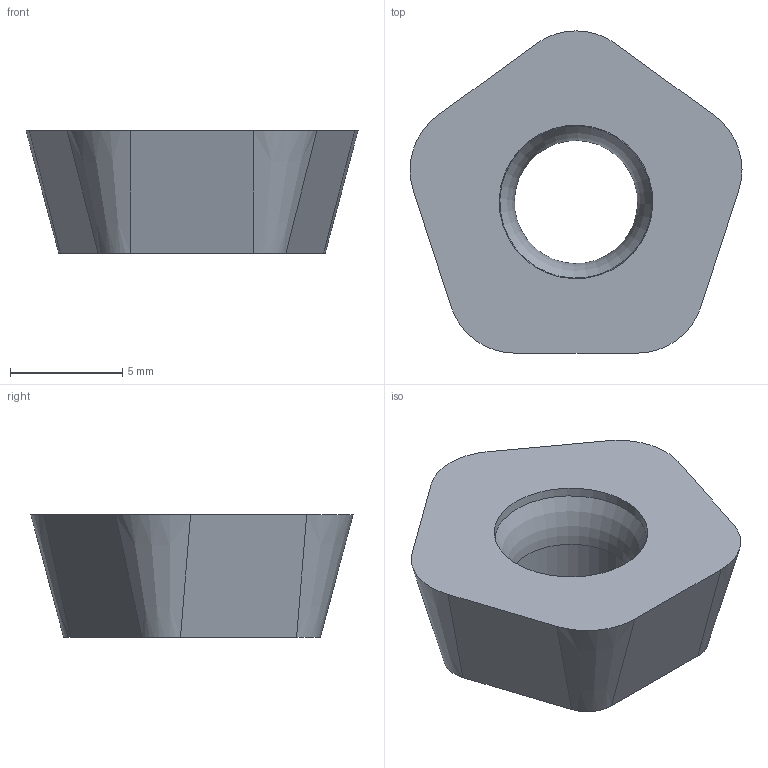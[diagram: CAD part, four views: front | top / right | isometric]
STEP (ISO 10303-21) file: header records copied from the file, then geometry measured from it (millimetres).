
FILE_DESCRIPTION(/* description */ (''),/* implementation_level */ '2;1');
FILE_NAME(/* name */ '1538052861608.stp',/* time_stamp */ '2018-09-27T14:54:37+02:00',/* author */ (''),/* organization */ ('SMS'),/* preprocessor_version */ 'ST-DEVELOPER v15',/* originating_system */ 'SIEMENS PLM Software NX 8.5',/* authorisation */ '');
FILE_SCHEMA (('AUTOMOTIVE_DESIGN { 1 0 10303 214 3 1 1 1 }'));
Length unit declared in the file: millimetre
Products named in the file (1): 201879484mod000_00
Bounding box: 14.82 x 14.39 x 5.47 mm (x, y, z)
Volume: 565.2 mm3; surface area: 537.2 mm2
Topology: 1 solids, 1 shells, 15 faces, 39 edges, 28 vertices
Faces by surface type: plane 7, cone 6, cylinder 1, torus 1
Full cylindrical faces by diameter (mm): 5.5 x1
Entity records: 575 total; most frequent: CARTESIAN_POINT 153, DIRECTION 84, ORIENTED_EDGE 68, EDGE_CURVE 34, AXIS2_PLACEMENT_3D 32, VERTEX_POINT 24, LINE 20, VECTOR 20
